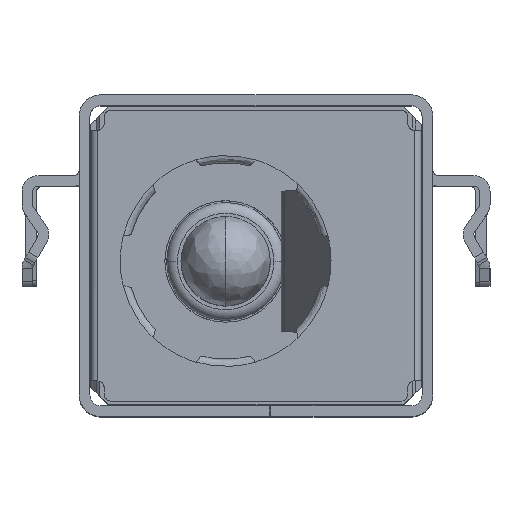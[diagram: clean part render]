
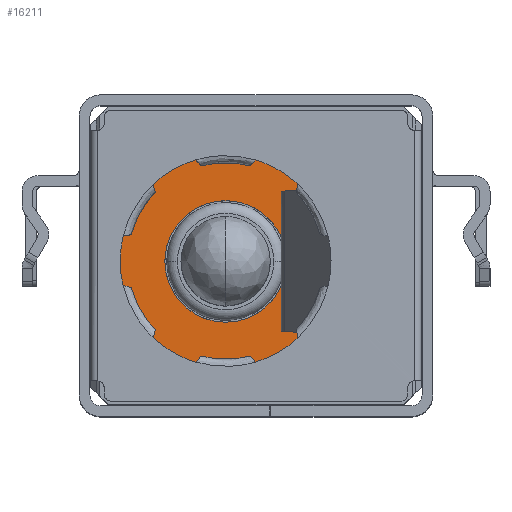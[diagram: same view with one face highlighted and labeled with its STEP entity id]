
A CAD part, top view. The second image highlights one B-rep face of the part: STEP entity #16211.
In plain terms, the highlighted planar face has unit normal (0, 0, 1).
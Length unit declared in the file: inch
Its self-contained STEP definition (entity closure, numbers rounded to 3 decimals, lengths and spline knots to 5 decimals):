
#126 = ORIENTED_EDGE ( 'NONE', *, *, #19478, .F. ) ;
#152 = CARTESIAN_POINT ( 'NONE',  ( -0.05352, 0.04113, -0.3189 ) ) ;
#423 = ORIENTED_EDGE ( 'NONE', *, *, #21601, .T. ) ;
#458 = CARTESIAN_POINT ( 'NONE',  ( -0.01752, 0.06519, -0.3189 ) ) ;
#537 = CARTESIAN_POINT ( 'NONE',  ( -0.12205, -0.12293, -0.3189 ) ) ;
#930 = CARTESIAN_POINT ( 'NONE',  ( -0.11003, 0.04442, -0.3189 ) ) ;
#1526 = EDGE_CURVE ( 'NONE', #21473, #15655, #27523, .T. ) ;
#2231 = CARTESIAN_POINT ( 'NONE',  ( -0.05848, 0.03371, -0.3189 ) ) ;
#2374 = VECTOR ( 'NONE', #29243, 39.37008 ) ;
#3022 = CARTESIAN_POINT ( 'NONE',  ( -0.11811, 0., -0.3189 ) ) ;
#3187 = CARTESIAN_POINT ( 'NONE',  ( 0.07874, 0.08803, -0.3189 ) ) ;
#3289 = CARTESIAN_POINT ( 'NONE',  ( -0.11811, 0., -0.3189 ) ) ;
#3415 = DIRECTION ( 'NONE',  ( 0., 0., 1. ) ) ;
#5275 = CARTESIAN_POINT ( 'NONE',  ( 0.04026, 0.11162, -0.3189 ) ) ;
#5417 = CARTESIAN_POINT ( 'NONE',  ( -0.00876, 0.06693, -0.3189 ) ) ;
#5712 = VERTEX_POINT ( 'NONE', #6036 ) ;
#6036 = CARTESIAN_POINT ( 'NONE',  ( 0.07874, 0.08803, -0.3189 ) ) ;
#7370 = CARTESIAN_POINT ( 'NONE',  ( -0.03371, 0.05848, -0.3189 ) ) ;
#7844 = CARTESIAN_POINT ( 'NONE',  ( 0.06519, 0.01752, -0.3189 ) ) ;
#7953 = ORIENTED_EDGE ( 'NONE', *, *, #28914, .T. ) ;
#7997 = CARTESIAN_POINT ( 'NONE',  ( -0.0586, 0.10318, -0.3189 ) ) ;
#8165 = CARTESIAN_POINT ( 'NONE',  ( -0.08546, 0.08232, -0.3189 ) ) ;
#9158 = AXIS2_PLACEMENT_3D ( 'NONE', #537, #3415, #20352 ) ;
#10248 = CARTESIAN_POINT ( 'NONE',  ( -0.04113, 0.05352, -0.3189 ) ) ;
#10416 = CARTESIAN_POINT ( 'NONE',  ( 0.07025, 0.09562, -0.3189 ) ) ;
#10649 = FACE_OUTER_BOUND ( 'NONE', #25318, .T. ) ;
#10674 = CIRCLE ( 'NONE', #21531, 0.11811 ) ;
#12365 = CARTESIAN_POINT ( 'NONE',  ( 0.00876, 0.06693, -0.3189 ) ) ;
#12515 = CARTESIAN_POINT ( 'NONE',  ( 0.05848, 0.03371, -0.3189 ) ) ;
#12963 = CARTESIAN_POINT ( 'NONE',  ( 0., 0., -0.3189 ) ) ;
#13000 = CARTESIAN_POINT ( 'NONE',  ( 0.02942, 0.11495, -0.3189 ) ) ;
#13345 = B_SPLINE_CURVE_WITH_KNOTS ( 'NONE', 3,
 ( #3187, #10416, #30451, #5275, #13000, #14946, #25445, #23020, #27228, #7997, #15423, #8165, #24820, #15586, #930, #24963, #22382, #3022 ),
 .UNSPECIFIED., .F., .F.,
 ( 4, 2, 2, 2, 2, 2, 2, 2, 4 ),
 ( 0., 0.125, 0.25, 0.375, 0.5, 0.625, 0.75, 0.875, 1. ),
 .UNSPECIFIED. ) ;
#13430 = DIRECTION ( 'NONE',  ( 1., 0., 0. ) ) ;
#14946 = CARTESIAN_POINT ( 'NONE',  ( 0.00695, 0.11846, -0.3189 ) ) ;
#15423 = CARTESIAN_POINT ( 'NONE',  ( -0.06818, 0.09711, -0.3189 ) ) ;
#15432 = DIRECTION ( 'NONE',  ( 1., 0., 0. ) ) ;
#15586 = CARTESIAN_POINT ( 'NONE',  ( -0.1053, 0.05471, -0.3189 ) ) ;
#15655 = VERTEX_POINT ( 'NONE', #26546 ) ;
#15823 = EDGE_CURVE ( 'NONE', #21520, #22467, #10674, .T. ) ;
#15941 = ORIENTED_EDGE ( 'NONE', *, *, #1526, .F. ) ;
#16211 = ADVANCED_FACE ( 'NONE', ( #24893, #10649 ), #22624, .T. ) ;
#17216 = CARTESIAN_POINT ( 'NONE',  ( -0.06693, 0., -0.3189 ) ) ;
#17382 = CARTESIAN_POINT ( 'NONE',  ( 0.06693, 0.00876, -0.3189 ) ) ;
#19076 = CARTESIAN_POINT ( 'NONE',  ( -0.06693, 0., -0.3189 ) ) ;
#19395 = CARTESIAN_POINT ( 'NONE',  ( 0.07874, 0., -0.3189 ) ) ;
#19478 = EDGE_CURVE ( 'NONE', #15655, #21473, #30383, .T. ) ;
#19643 = CARTESIAN_POINT ( 'NONE',  ( 0.04113, 0.05352, -0.3189 ) ) ;
#20352 = DIRECTION ( 'NONE',  ( 1., 0., 0. ) ) ;
#20969 = ORIENTED_EDGE ( 'NONE', *, *, #15823, .F. ) ;
#21473 = VERTEX_POINT ( 'NONE', #19076 ) ;
#21520 = VERTEX_POINT ( 'NONE', #26345 ) ;
#21531 = AXIS2_PLACEMENT_3D ( 'NONE', #12963, #25719, #13430 ) ;
#21601 = EDGE_CURVE ( 'NONE', #21520, #5712, #21830, .T. ) ;
#21830 = LINE ( 'NONE', #19395, #2374 ) ;
#21907 = CARTESIAN_POINT ( 'NONE',  ( -0.06519, 0.01752, -0.3189 ) ) ;
#22382 = CARTESIAN_POINT ( 'NONE',  ( -0.11811, 0.01141, -0.3189 ) ) ;
#22465 = EDGE_LOOP ( 'NONE', ( #126, #15941 ) ) ;
#22467 = VERTEX_POINT ( 'NONE', #3289 ) ;
#22542 = CARTESIAN_POINT ( 'NONE',  ( 0.01752, 0.06519, -0.3189 ) ) ;
#22624 = PLANE ( 'NONE',  #9158 ) ;
#23020 = CARTESIAN_POINT ( 'NONE',  ( -0.02693, 0.11556, -0.3189 ) ) ;
#24820 = CARTESIAN_POINT ( 'NONE',  ( -0.09292, 0.07379, -0.3189 ) ) ;
#24893 = FACE_BOUND ( 'NONE', #22465, .T. ) ;
#24963 = CARTESIAN_POINT ( 'NONE',  ( -0.11649, 0.02258, -0.3189 ) ) ;
#25318 = EDGE_LOOP ( 'NONE', ( #20969, #423, #7953 ) ) ;
#25445 = CARTESIAN_POINT ( 'NONE',  ( -0.00439, 0.11857, -0.3189 ) ) ;
#25611 = DIRECTION ( 'NONE',  ( 0., 0., 1. ) ) ;
#25719 = DIRECTION ( 'NONE',  ( 0., 0., -1. ) ) ;
#25768 = CARTESIAN_POINT ( 'NONE',  ( 0., 0., -0.3189 ) ) ;
#26345 = CARTESIAN_POINT ( 'NONE',  ( 0.07874, -0.08803, -0.3189 ) ) ;
#26546 = CARTESIAN_POINT ( 'NONE',  ( 0.06693, 0., -0.3189 ) ) ;
#27228 = CARTESIAN_POINT ( 'NONE',  ( -0.03784, 0.11246, -0.3189 ) ) ;
#27523 = CIRCLE ( 'NONE', #30137, 0.06693 ) ;
#27535 = CARTESIAN_POINT ( 'NONE',  ( 0.05352, 0.04113, -0.3189 ) ) ;
#28914 = EDGE_CURVE ( 'NONE', #5712, #22467, #13345, .T. ) ;
#29243 = DIRECTION ( 'NONE',  ( 0., 1., 0. ) ) ;
#29494 = CARTESIAN_POINT ( 'NONE',  ( 0.03371, 0.05848, -0.3189 ) ) ;
#29975 = CARTESIAN_POINT ( 'NONE',  ( 0.06693, 0., -0.3189 ) ) ;
#30137 = AXIS2_PLACEMENT_3D ( 'NONE', #25768, #25611, #15432 ) ;
#30383 = B_SPLINE_CURVE_WITH_KNOTS ( 'NONE', 3,
 ( #29975, #17382, #7844, #12515, #27535, #19643, #29494, #22542, #12365, #5417, #458, #7370, #10248, #152, #2231, #21907, #31751, #17216 ),
 .UNSPECIFIED., .F., .F.,
 ( 4, 2, 2, 2, 2, 2, 2, 2, 4 ),
 ( 0., 0.125, 0.25, 0.375, 0.5, 0.625, 0.75, 0.875, 1. ),
 .UNSPECIFIED. ) ;
#30451 = CARTESIAN_POINT ( 'NONE',  ( 0.06081, 0.10188, -0.3189 ) ) ;
#31751 = CARTESIAN_POINT ( 'NONE',  ( -0.06693, 0.00876, -0.3189 ) ) ;
